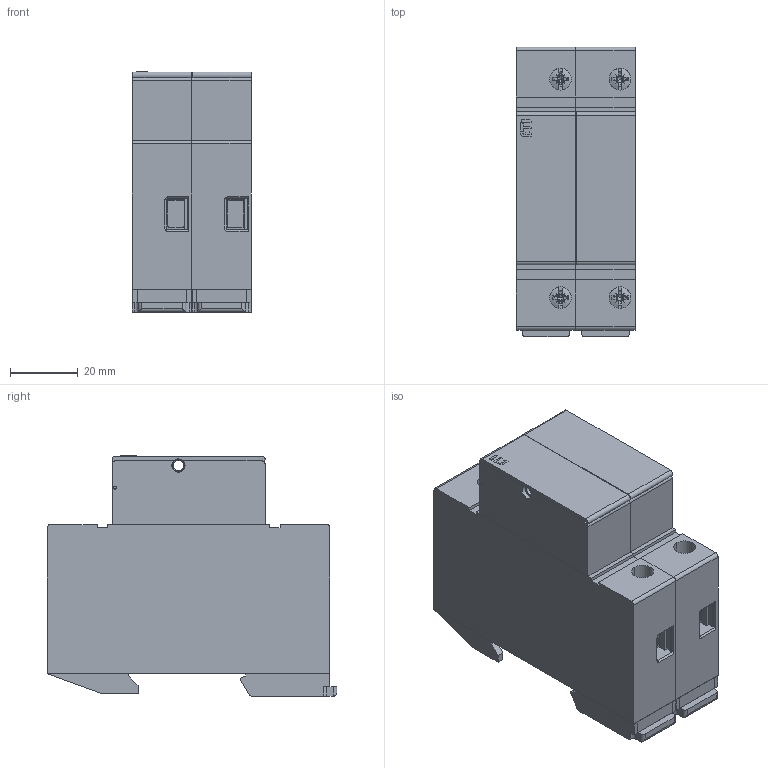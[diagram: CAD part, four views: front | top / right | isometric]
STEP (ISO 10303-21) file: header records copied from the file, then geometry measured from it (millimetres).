
FILE_DESCRIPTION((''),'2;1');
FILE_NAME('PCF_8_2P_FRENCH_ASM','2021-01-18T',('marketing.praksa'),('Audax d.o.o.'),'CREO PARAMETRIC BY PTC INC, 2017480','CREO PARAMETRIC BY PTC INC, 2017480','');
FILE_SCHEMA(('AUTOMOTIVE_DESIGN { 1 0 10303 214 1 1 1 1 }'));
Products named in the file (58): PCF10_1P_2_1_1_2_3_4_1_1_2_3_20; PCF10_1P_2_1_1_2_3_4_1_1_2_3_22; PCF10_1P_2_1_1_2_3_4_1_1_2_3_23; PCF10_1P_2_1_1_2_3_4_1_1_2_3_24; PCF10_1P_2_1_1_2_3_4_1_1_2_3_21_ASM; TMP_DWG_65_1_1_1_2_1_2_1_1_2_14; TMP_DWG_65_1_2_1_2_1_2_1_1_2_14; TMP_DWG_65_1_3_1_2_1_2_1_1_2_14; ASM0008_1_2_ASM_1_1_2_ASM_1__12_ASM; ASM0031_ASM_1_1_2_ASM_1_1_2_3_1_ASM; PCF10_1P_2_1_1_1_1_2_1_1_2_3__2; ASM0032_ASM_1_ASM_1_1_2_ASM___1_ASM; ASM0033_ASM_1_1_2_ASM_1_1_2_3_3_ASM; PCF_8_1P_ASM_1_1_2_ASM_1_1_2_11_ASM; BODY_1P_1_1_2_1; ASM0041_ASM_1_1_2_1; PRT0009_1_1_2_1; PCF10_1P_2_1_1_2_3_1_1_2_3_4_35; PCF10_1P_2_1_1_2_3_1_1_2_3_4_37; PCF10_1P_2_1_1_2_3_1_1_2_3_4_38; PCF10_1P_2_1_1_2_3_1_1_2_3_4_36_ASM; PCF_8_1P_ASM_1_1_ASM_1_1_2_3__8_ASM; ASM0035_ASM_1_1_2_3_ASM_1_1_ASM_ASM; ASM0042_ASM_1_1_ASM_1_ASM; OPEN_CASCADE_STEP_TRANSLATOR_34; OPEN_CASCADE_STEP_TRANSLAT-4__2; OPEN_CASCADE_STEP_TRANSLA-11__2; OPEN_CASCADE_STEP_TRANSLATOR_35_ASM; ASM0043_ASM_1_1_ASM_1_ASM; ASM0036_ASM_1_1_2_3_4_5_6_ASM_1_ASM; PCF10_1P_2_1_1_2_3_4_1_1_2_3_25; PCF10_1P_2_1_1_2_3_4_1_1_2_3_27; PCF10_1P_2_1_1_2_3_4_1_1_2_3_28; PCF10_1P_2_1_1_2_3_4_1_1_2_3_29; PCF10_1P_2_1_1_2_3_4_1_1_2_3_26_ASM; PCF10_1P_2_1_1_1_1_2_1_1_2_3__3; ASM0032_ASM_1_ASM_1_1_2_ASM___2_ASM; ASM0033_ASM_1_1_2_ASM_1_1_2__10_ASM; PCF_8_1P_ASM_1_1_2_ASM_1_1_2_12_ASM; BODY_1P_1_1_2_3_1 ...
Assembly tree (57 placements, depth 9):
  PCF_8_2P_FRENCH_ASM
    PCF_8_1P_FRENCH_ASM_1_ASM
      ASM0036_ASM_1_1_2_3_4_5_6_ASM_1_ASM
        PCF_8_1P_ASM_1_1_2_ASM_1_1_2_11_ASM
          PCF10_1P_2_1_1_2_3_4_1_1_2_3_21_ASM
            PCF10_1P_2_1_1_2_3_4_1_1_2_3_20
            PCF10_1P_2_1_1_2_3_4_1_1_2_3_22
            PCF10_1P_2_1_1_2_3_4_1_1_2_3_23
            PCF10_1P_2_1_1_2_3_4_1_1_2_3_24
          ASM0031_ASM_1_1_2_ASM_1_1_2_3_1_ASM
            ASM0008_1_2_ASM_1_1_2_ASM_1__12_ASM
              TMP_DWG_65_1_1_1_2_1_2_1_1_2_14
              TMP_DWG_65_1_2_1_2_1_2_1_1_2_14
              TMP_DWG_65_1_3_1_2_1_2_1_1_2_14
          ASM0033_ASM_1_1_2_ASM_1_1_2_3_3_ASM
            ASM0032_ASM_1_ASM_1_1_2_ASM___1_ASM
              PCF10_1P_2_1_1_1_1_2_1_1_2_3__2
        BODY_1P_1_1_2_1
        ASM0041_ASM_1_1_2_1
        PRT0009_1_1_2_1
        ASM0042_ASM_1_1_ASM_1_ASM
          ASM0035_ASM_1_1_2_3_ASM_1_1_ASM_ASM
            PCF_8_1P_ASM_1_1_ASM_1_1_2_3__8_ASM
              PCF10_1P_2_1_1_2_3_1_1_2_3_4_36_ASM
                PCF10_1P_2_1_1_2_3_1_1_2_3_4_35
                PCF10_1P_2_1_1_2_3_1_1_2_3_4_37
                PCF10_1P_2_1_1_2_3_1_1_2_3_4_38
        ASM0043_ASM_1_1_ASM_1_ASM
          OPEN_CASCADE_STEP_TRANSLATOR_35_ASM
            OPEN_CASCADE_STEP_TRANSLATOR_34
            OPEN_CASCADE_STEP_TRANSLAT-4__2
            OPEN_CASCADE_STEP_TRANSLA-11__2
      ASM0051_ASM_1_ASM
        ASM0036_ASM_1_1_2_3_4_5_6_7_ASM_ASM
          PCF_8_1P_ASM_1_1_2_ASM_1_1_2_12_ASM
            PCF10_1P_2_1_1_2_3_4_1_1_2_3_26_ASM
              PCF10_1P_2_1_1_2_3_4_1_1_2_3_25
              PCF10_1P_2_1_1_2_3_4_1_1_2_3_27
              PCF10_1P_2_1_1_2_3_4_1_1_2_3_28
              PCF10_1P_2_1_1_2_3_4_1_1_2_3_29
            ASM0033_ASM_1_1_2_ASM_1_1_2__10_ASM
              ASM0032_ASM_1_ASM_1_1_2_ASM___2_ASM
                PCF10_1P_2_1_1_1_1_2_1_1_2_3__3
          BODY_1P_1_1_2_3_1
          ASM0041_ASM_1_1_2_3_1
          PRT0009_1_1_2_3_1
          ASM0042_ASM_1_1_2_ASM_1_ASM
            ASM0035_ASM_1_1_2_3_ASM_1_1_2_A_ASM
              PCF_8_1P_ASM_1_1_ASM_1_1_2_3__9_ASM
                PCF10_1P_2_1_1_2_3_1_1_2_3_4_40_ASM
                  PCF10_1P_2_1_1_2_3_1_1_2_3_4_39
                  PCF10_1P_2_1_1_2_3_1_1_2_3_4_41
                  PCF10_1P_2_1_1_2_3_1_1_2_3_4_42
          ASM0043_ASM_1_1_2_ASM_1_ASM
            OPEN_CASCADE_STEP_TRANSLATOR_37_ASM
              OPEN_CASCADE_STEP_TRANSLATOR_36
              OPEN_CASCADE_STEP_TRANSLAT-4__3
              OPEN_CASCADE_STEP_TRANSLA-11__3
Bounding box: 35.3 x 85.31 x 70.86 mm (x, y, z)
Volume: 160840.6 mm3; surface area: 44587.1 mm2
Topology: 21 solids, 37 shells, 1238 faces, 3350 edges, 2228 vertices
Faces by surface type: plane 896, cylinder 162, bspline 128, cone 40, sphere 8, torus 4
Entity records: 59574 total; most frequent: CARTESIAN_POINT 16113, ORIENTED_EDGE 6504, DIRECTION 5922, EDGE_CURVE 3326, VECTOR 2392, LINE 2392, PRESENTATION_STYLE_ASSIGNMENT 2358, STYLED_ITEM 2358
